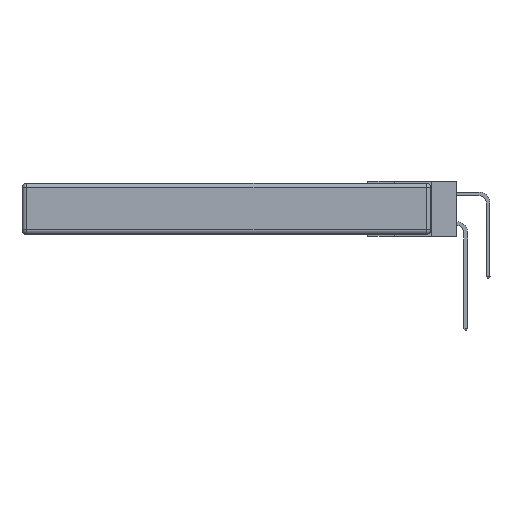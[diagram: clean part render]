
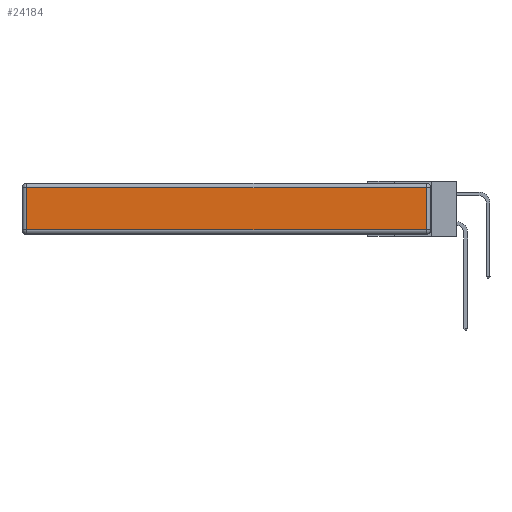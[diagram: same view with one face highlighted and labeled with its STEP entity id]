
A CAD part, left-side view. The second image highlights one B-rep face of the part: STEP entity #24184.
In plain terms, the highlighted planar face has unit normal (-1, 0, 0).
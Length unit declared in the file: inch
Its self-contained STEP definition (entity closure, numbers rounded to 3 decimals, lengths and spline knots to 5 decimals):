
#3110 = EDGE_CURVE ( 'NONE', #24827, #22956, #8263, .T. ) ;
#3429 = DIRECTION ( 'NONE',  ( 0., 0., 1. ) ) ;
#4177 = VERTEX_POINT ( 'NONE', #7917 ) ;
#5414 = LINE ( 'NONE', #29102, #33743 ) ;
#5710 = CARTESIAN_POINT ( 'NONE',  ( 0., 0., -0.313 ) ) ;
#6220 = CARTESIAN_POINT ( 'NONE',  ( 0., 2.72, -0.343 ) ) ;
#6600 = DIRECTION ( 'NONE',  ( 0., 0., -1. ) ) ;
#7089 = DIRECTION ( 'NONE',  ( 0., 0., 1. ) ) ;
#7917 = CARTESIAN_POINT ( 'NONE',  ( 0., 0.03, -0.03 ) ) ;
#8263 = LINE ( 'NONE', #5710, #31172 ) ;
#9178 = CARTESIAN_POINT ( 'NONE',  ( 0., 2.72, -0.03 ) ) ;
#9456 = AXIS2_PLACEMENT_3D ( 'NONE', #14889, #14642, #3429 ) ;
#9697 = CARTESIAN_POINT ( 'NONE',  ( 0., 0.03, -0.313 ) ) ;
#14446 = ORIENTED_EDGE ( 'NONE', *, *, #3110, .T. ) ;
#14642 = DIRECTION ( 'NONE',  ( -1., 0., 0. ) ) ;
#14889 = CARTESIAN_POINT ( 'NONE',  ( 0., 0., -0.343 ) ) ;
#16925 = VECTOR ( 'NONE', #7089, 39.37008 ) ;
#18252 = CARTESIAN_POINT ( 'NONE',  ( 0., 0.03, -0.343 ) ) ;
#18834 = VERTEX_POINT ( 'NONE', #9178 ) ;
#22226 = FACE_OUTER_BOUND ( 'NONE', #30970, .T. ) ;
#22480 = EDGE_CURVE ( 'NONE', #22956, #4177, #28596, .T. ) ;
#22956 = VERTEX_POINT ( 'NONE', #9697 ) ;
#24184 = ADVANCED_FACE ( 'NONE', ( #22226 ), #29065, .T. ) ;
#24827 = VERTEX_POINT ( 'NONE', #29414 ) ;
#25910 = DIRECTION ( 'NONE',  ( 0., -1., 0. ) ) ;
#26145 = ORIENTED_EDGE ( 'NONE', *, *, #34986, .T. ) ;
#28596 = LINE ( 'NONE', #18252, #16925 ) ;
#29065 = PLANE ( 'NONE',  #9456 ) ;
#29102 = CARTESIAN_POINT ( 'NONE',  ( 0., 2.75, -0.03 ) ) ;
#29248 = VECTOR ( 'NONE', #6600, 39.37008 ) ;
#29414 = CARTESIAN_POINT ( 'NONE',  ( 0., 2.72, -0.313 ) ) ;
#30970 = EDGE_LOOP ( 'NONE', ( #14446, #31999, #36044, #26145 ) ) ;
#31172 = VECTOR ( 'NONE', #25910, 39.37008 ) ;
#31999 = ORIENTED_EDGE ( 'NONE', *, *, #22480, .T. ) ;
#32031 = DIRECTION ( 'NONE',  ( 0., 1., 0. ) ) ;
#33743 = VECTOR ( 'NONE', #32031, 39.37008 ) ;
#34681 = LINE ( 'NONE', #6220, #29248 ) ;
#34986 = EDGE_CURVE ( 'NONE', #18834, #24827, #34681, .T. ) ;
#36044 = ORIENTED_EDGE ( 'NONE', *, *, #36333, .T. ) ;
#36333 = EDGE_CURVE ( 'NONE', #4177, #18834, #5414, .T. ) ;
